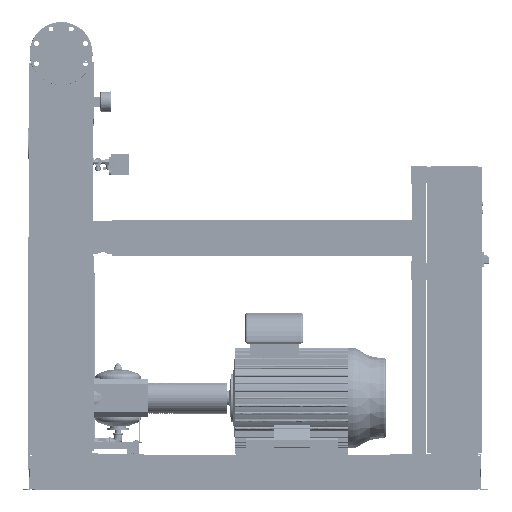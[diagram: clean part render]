
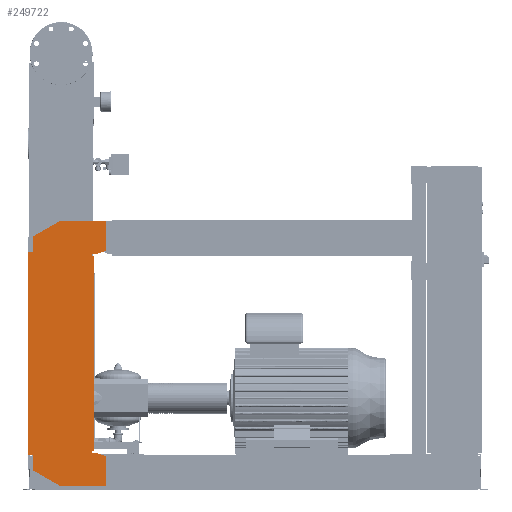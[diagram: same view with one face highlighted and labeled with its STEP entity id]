
A CAD part, front view. The second image highlights one B-rep face of the part: STEP entity #249722.
In plain terms, the highlighted free-form (B-spline) face has degree [1, 1] with [2, 2] control points.
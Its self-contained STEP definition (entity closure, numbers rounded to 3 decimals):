
#249207=CARTESIAN_POINT('',(-129.0,-741.5,1076.0));
#249208=VERTEX_POINT('',#249207);
#249215=CARTESIAN_POINT('',(-129.,-741.5,1142.986));
#249216=VERTEX_POINT('',#249215);
#249217=CARTESIAN_POINT('',(-129.0,-741.5,1076.0));
#249218=DIRECTION('',(0.0,0.0,1.0));
#249219=VECTOR('',#249218,66.986);
#249220=LINE('',#249217,#249219);
#249221=EDGE_CURVE('',#249208,#249216,#249220,.T.);
#249239=CARTESIAN_POINT('',(-6.0,-741.5,1214.0));
#249240=VERTEX_POINT('',#249239);
#249241=CARTESIAN_POINT('',(-129.,-741.5,1142.986));
#249242=DIRECTION('',(0.866,0.0,0.5));
#249243=VECTOR('',#249242,142.028);
#249244=LINE('',#249241,#249243);
#249245=EDGE_CURVE('',#249216,#249240,#249244,.T.);
#249263=CARTESIAN_POINT('',(204.,-741.5,1214.0));
#249264=VERTEX_POINT('',#249263);
#249265=CARTESIAN_POINT('',(-6.0,-741.5,1214.0));
#249266=DIRECTION('',(1.0,0.0,0.0));
#249267=VECTOR('',#249266,210.);
#249268=LINE('',#249265,#249267);
#249269=EDGE_CURVE('',#249240,#249264,#249268,.T.);
#249287=CARTESIAN_POINT('',(204.0,-741.5,1080.379));
#249288=VERTEX_POINT('',#249287);
#249289=CARTESIAN_POINT('',(204.,-741.5,1214.0));
#249290=DIRECTION('',(0.0,0.0,-1.0));
#249291=VECTOR('',#249290,133.621);
#249292=LINE('',#249289,#249291);
#249293=EDGE_CURVE('',#249264,#249288,#249292,.T.);
#249311=CARTESIAN_POINT('',(159.0,-741.5,1064.0));
#249312=VERTEX_POINT('',#249311);
#249313=CARTESIAN_POINT('',(204.0,-741.5,1080.379));
#249314=DIRECTION('',(-0.94,0.0,-0.342));
#249315=VECTOR('',#249314,47.888);
#249316=LINE('',#249313,#249315);
#249317=EDGE_CURVE('',#249288,#249312,#249316,.T.);
#249335=CARTESIAN_POINT('',(139.0,-741.5,1064.0));
#249336=VERTEX_POINT('',#249335);
#249337=CARTESIAN_POINT('',(159.0,-741.5,1064.0));
#249338=DIRECTION('',(-1.0,0.0,0.0));
#249339=VECTOR('',#249338,20.0);
#249340=LINE('',#249337,#249339);
#249341=EDGE_CURVE('',#249312,#249336,#249340,.T.);
#249359=CARTESIAN_POINT('',(139.0,-741.5,1056.0));
#249360=VERTEX_POINT('',#249359);
#249361=CARTESIAN_POINT('',(139.0,-741.5,1064.0));
#249362=DIRECTION('',(0.0,0.0,-1.0));
#249363=VECTOR('',#249362,8.0);
#249364=LINE('',#249361,#249363);
#249365=EDGE_CURVE('',#249336,#249360,#249364,.T.);
#249383=CARTESIAN_POINT('',(147.,-741.5,1056.0));
#249384=VERTEX_POINT('',#249383);
#249385=CARTESIAN_POINT('',(139.0,-741.5,1056.0));
#249386=DIRECTION('',(1.0,0.0,0.0));
#249387=VECTOR('',#249386,8.);
#249388=LINE('',#249385,#249387);
#249389=EDGE_CURVE('',#249360,#249384,#249388,.T.);
#249407=CARTESIAN_POINT('',(147.,-741.5,176.));
#249408=VERTEX_POINT('',#249407);
#249419=CARTESIAN_POINT('',(147.,-741.5,1056.0));
#249420=DIRECTION('',(0.0,0.0,-1.0));
#249421=VECTOR('',#249420,880.);
#249422=LINE('',#249419,#249421);
#249423=EDGE_CURVE('',#249384,#249408,#249422,.T.);
#249437=CARTESIAN_POINT('',(139.,-741.5,176.));
#249438=VERTEX_POINT('',#249437);
#249439=CARTESIAN_POINT('',(147.,-741.5,176.));
#249440=DIRECTION('',(-1.0,0.0,0.0));
#249441=VECTOR('',#249440,8.0);
#249442=LINE('',#249439,#249441);
#249443=EDGE_CURVE('',#249408,#249438,#249442,.T.);
#249461=CARTESIAN_POINT('',(139.,-741.5,168.));
#249462=VERTEX_POINT('',#249461);
#249463=CARTESIAN_POINT('',(139.,-741.5,176.));
#249464=DIRECTION('',(0.0,0.0,-1.0));
#249465=VECTOR('',#249464,8.0);
#249466=LINE('',#249463,#249465);
#249467=EDGE_CURVE('',#249438,#249462,#249466,.T.);
#249485=CARTESIAN_POINT('',(159.,-741.5,168.));
#249486=VERTEX_POINT('',#249485);
#249487=CARTESIAN_POINT('',(139.,-741.5,168.));
#249488=DIRECTION('',(1.0,0.0,0.0));
#249489=VECTOR('',#249488,20.0);
#249490=LINE('',#249487,#249489);
#249491=EDGE_CURVE('',#249462,#249486,#249490,.T.);
#249509=CARTESIAN_POINT('',(204.,-741.5,151.621));
#249510=VERTEX_POINT('',#249509);
#249511=CARTESIAN_POINT('',(159.,-741.5,168.));
#249512=DIRECTION('',(0.94,0.0,-0.342));
#249513=VECTOR('',#249512,47.888);
#249514=LINE('',#249511,#249513);
#249515=EDGE_CURVE('',#249486,#249510,#249514,.T.);
#249533=CARTESIAN_POINT('',(204.,-741.5,18.0));
#249534=VERTEX_POINT('',#249533);
#249535=CARTESIAN_POINT('',(204.,-741.5,151.621));
#249536=DIRECTION('',(0.0,0.0,-1.0));
#249537=VECTOR('',#249536,133.621);
#249538=LINE('',#249535,#249537);
#249539=EDGE_CURVE('',#249510,#249534,#249538,.T.);
#249557=CARTESIAN_POINT('',(-4.,-741.5,18.0));
#249558=VERTEX_POINT('',#249557);
#249559=CARTESIAN_POINT('',(204.,-741.5,18.0));
#249560=DIRECTION('',(-1.0,0.0,0.0));
#249561=VECTOR('',#249560,208.);
#249562=LINE('',#249559,#249561);
#249563=EDGE_CURVE('',#249534,#249558,#249562,.T.);
#249581=CARTESIAN_POINT('',(-129.,-741.5,90.169));
#249582=VERTEX_POINT('',#249581);
#249583=CARTESIAN_POINT('',(-4.,-741.5,18.0));
#249584=DIRECTION('',(-0.866,0.0,0.5));
#249585=VECTOR('',#249584,144.338);
#249586=LINE('',#249583,#249585);
#249587=EDGE_CURVE('',#249558,#249582,#249586,.T.);
#249605=CARTESIAN_POINT('',(-129.,-741.5,156.0));
#249606=VERTEX_POINT('',#249605);
#249607=CARTESIAN_POINT('',(-129.,-741.5,90.169));
#249608=DIRECTION('',(0.0,0.0,1.0));
#249609=VECTOR('',#249608,65.831);
#249610=LINE('',#249607,#249609);
#249611=EDGE_CURVE('',#249582,#249606,#249610,.T.);
#249629=CARTESIAN_POINT('',(-149.,-741.5,156.0));
#249630=VERTEX_POINT('',#249629);
#249631=CARTESIAN_POINT('',(-129.,-741.5,156.0));
#249632=DIRECTION('',(-1.0,0.0,0.0));
#249633=VECTOR('',#249632,20.0);
#249634=LINE('',#249631,#249633);
#249635=EDGE_CURVE('',#249606,#249630,#249634,.T.);
#249653=CARTESIAN_POINT('',(-149.0,-741.5,1076.0));
#249654=VERTEX_POINT('',#249653);
#249667=CARTESIAN_POINT('',(-149.,-741.5,156.0));
#249668=DIRECTION('',(0.0,0.0,1.0));
#249669=VECTOR('',#249668,920.0);
#249670=LINE('',#249667,#249669);
#249671=EDGE_CURVE('',#249630,#249654,#249670,.T.);
#249685=CARTESIAN_POINT('',(-149.0,-741.5,1076.0));
#249686=DIRECTION('',(1.0,0.0,0.0));
#249687=VECTOR('',#249686,20.0);
#249688=LINE('',#249685,#249687);
#249689=EDGE_CURVE('',#249654,#249208,#249688,.T.);
#249695=CARTESIAN_POINT('',(-149.,-741.5,18.0));
#249696=CARTESIAN_POINT('',(204.,-741.5,18.0));
#249697=CARTESIAN_POINT('',(-149.,-741.5,1214.0));
#249698=CARTESIAN_POINT('',(204.,-741.5,1214.0));
#249699=B_SPLINE_SURFACE_WITH_KNOTS('',1,1,((#249695,#249697),(#249696,#249698)),.UNSPECIFIED.,.F.,.F.,.U.,(2,2),(2,2),(0.0,353.),(0.0,1196.0),.UNSPECIFIED.);
#249700=ORIENTED_EDGE('',*,*,#249689,.F.);
#249701=ORIENTED_EDGE('',*,*,#249671,.F.);
#249702=ORIENTED_EDGE('',*,*,#249635,.F.);
#249703=ORIENTED_EDGE('',*,*,#249611,.F.);
#249704=ORIENTED_EDGE('',*,*,#249587,.F.);
#249705=ORIENTED_EDGE('',*,*,#249563,.F.);
#249706=ORIENTED_EDGE('',*,*,#249539,.F.);
#249707=ORIENTED_EDGE('',*,*,#249515,.F.);
#249708=ORIENTED_EDGE('',*,*,#249491,.F.);
#249709=ORIENTED_EDGE('',*,*,#249467,.F.);
#249710=ORIENTED_EDGE('',*,*,#249443,.F.);
#249711=ORIENTED_EDGE('',*,*,#249423,.F.);
#249712=ORIENTED_EDGE('',*,*,#249389,.F.);
#249713=ORIENTED_EDGE('',*,*,#249365,.F.);
#249714=ORIENTED_EDGE('',*,*,#249341,.F.);
#249715=ORIENTED_EDGE('',*,*,#249317,.F.);
#249716=ORIENTED_EDGE('',*,*,#249293,.F.);
#249717=ORIENTED_EDGE('',*,*,#249269,.F.);
#249718=ORIENTED_EDGE('',*,*,#249245,.F.);
#249719=ORIENTED_EDGE('',*,*,#249221,.F.);
#249720=EDGE_LOOP('',(#249700,#249701,#249702,#249703,#249704,#249705,#249706,#249707,#249708,#249709,#249710,#249711,#249712,#249713,#249714,#249715,#249716,#249717,#249718,#249719));
#249721=FACE_OUTER_BOUND('',#249720,.T.);
#249722=ADVANCED_FACE('',(#249721),#249699,.T.);
